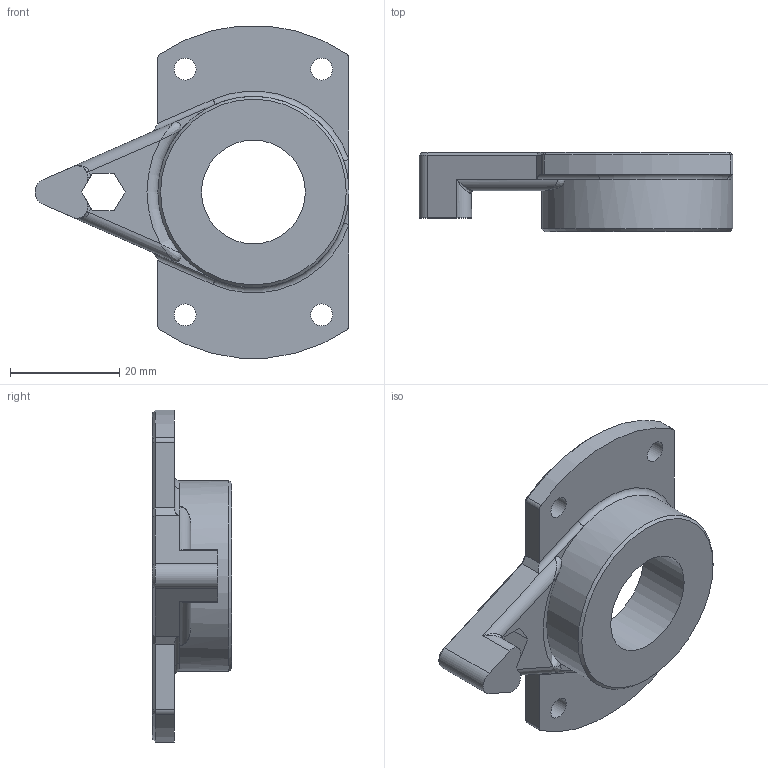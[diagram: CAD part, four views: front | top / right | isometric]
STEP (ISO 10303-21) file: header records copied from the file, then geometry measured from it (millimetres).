
FILE_DESCRIPTION(/* description */ (''),/* implementation_level */ '2;1');
FILE_NAME(/* name */ 'Plate_link.stp',/* time_stamp */ '2021-11-24T19:18:38+01:00',/* author */ ('Teo'),/* organization */ (''),/* preprocessor_version */ 'ST-DEVELOPER v18.1',/* originating_system */ 'Autodesk Inventor 2022',/* authorisation */ '');
FILE_SCHEMA (('AUTOMOTIVE_DESIGN { 1 0 10303 214 3 1 1 }'));
Length unit declared in the file: millimetre
Products named in the file (1): Plate_link
Bounding box: 57.5 x 14.5 x 60.81 mm (x, y, z)
Volume: 14207.2 mm3; surface area: 7854.4 mm2
Topology: 1 solids, 1 shells, 201 faces, 538 edges, 336 vertices
Faces by surface type: plane 96, bspline 50, cylinder 31, torus 12, cone 12
Full cylindrical faces by diameter (mm): 4 x4, 7 x2, 19 x1, 35 x1
Entity records: 7254 total; most frequent: CARTESIAN_POINT 2347, ORIENTED_EDGE 1058, DIRECTION 818, EDGE_CURVE 529, VERTEX_POINT 336, LINE 288, VECTOR 288, AXIS2_PLACEMENT_3D 265
